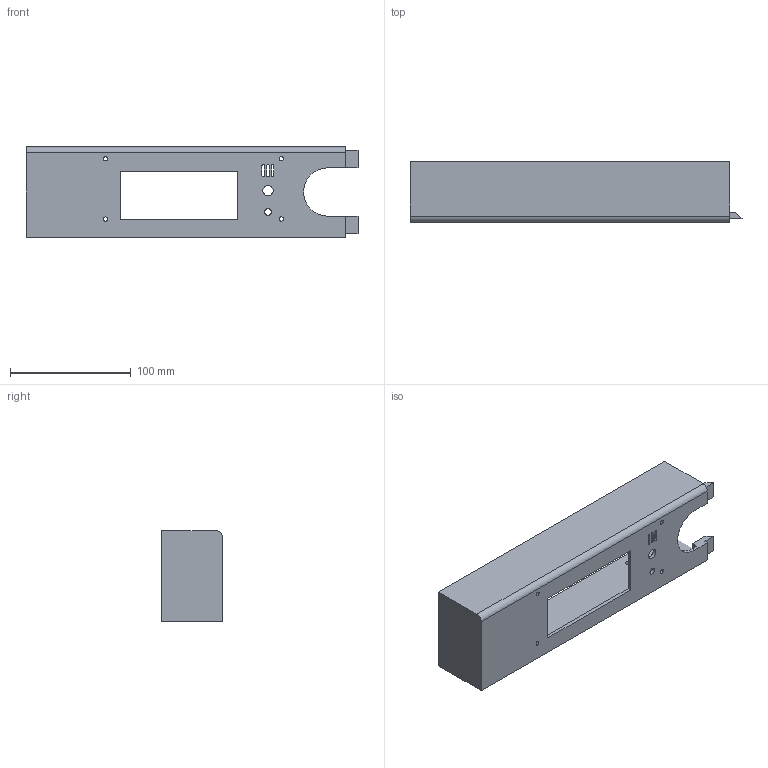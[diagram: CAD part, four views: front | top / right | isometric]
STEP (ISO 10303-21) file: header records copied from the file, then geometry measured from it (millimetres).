
FILE_DESCRIPTION(/* description */ (''),/* implementation_level */ '2;1');
FILE_NAME(/* name */ 'Top bar left split.step',/* time_stamp */ '2023-06-27T16:24:29-05:00',/* author */ (''),/* organization */ (''),/* preprocessor_version */ 'ST-DEVELOPER v19.2',/* originating_system */ 'Autodesk Translation Framework v12.6.0.85',/* authorisation */ '');
FILE_SCHEMA (('AUTOMOTIVE_DESIGN { 1 0 10303 214 3 1 1 }'));
Length unit declared in the file: millimetre
Products named in the file (1): Candy Machine Split Parts
Bounding box: 274.99 x 50 x 75 mm (x, y, z)
Volume: 126683.1 mm3; surface area: 87329 mm2
Topology: 1 solids, 1 shells, 78 faces, 228 edges, 152 vertices
Faces by surface type: plane 60, cylinder 18
Full cylindrical faces by diameter (mm): 3.5 x3, 3.53 x1, 5.5 x3, 8.5 x1
Entity records: 2662 total; most frequent: CARTESIAN_POINT 459, ORIENTED_EDGE 456, DIRECTION 423, EDGE_CURVE 228, LINE 191, VECTOR 191, VERTEX_POINT 152, AXIS2_PLACEMENT_3D 116
